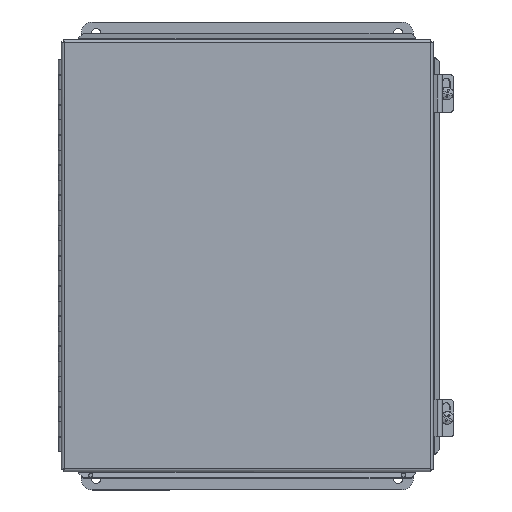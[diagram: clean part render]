
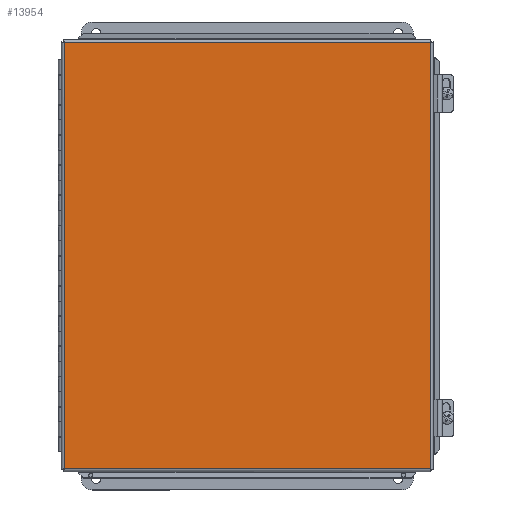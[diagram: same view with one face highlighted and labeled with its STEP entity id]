
A CAD part, top view. The second image highlights one B-rep face of the part: STEP entity #13954.
In plain terms, the highlighted face is planar.
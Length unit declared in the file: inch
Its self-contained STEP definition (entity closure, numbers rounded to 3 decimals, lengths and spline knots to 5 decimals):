
#13273=CARTESIAN_POINT('',(12.21675,0.09325,0.));
#13274=VERTEX_POINT('',#13273);
#13285=CARTESIAN_POINT('',(12.21675,14.21675,0.));
#13286=VERTEX_POINT('',#13285);
#13287=CARTESIAN_POINT('',(12.21675,14.21675,0.));
#13288=DIRECTION('',(0.0,-1.0,0.0));
#13289=VECTOR('',#13288,14.1235);
#13290=LINE('',#13287,#13289);
#13291=EDGE_CURVE('',#13286,#13274,#13290,.T.);
#13451=CARTESIAN_POINT('',(0.09325,0.09325,0.));
#13452=VERTEX_POINT('',#13451);
#13463=CARTESIAN_POINT('',(12.21675,0.09325,0.));
#13464=DIRECTION('',(-1.0,0.0,0.0));
#13465=VECTOR('',#13464,12.1235);
#13466=LINE('',#13463,#13465);
#13467=EDGE_CURVE('',#13274,#13452,#13466,.T.);
#13620=CARTESIAN_POINT('',(0.09325,14.21675,0.));
#13621=VERTEX_POINT('',#13620);
#13632=CARTESIAN_POINT('',(0.09325,0.09325,0.));
#13633=DIRECTION('',(0.0,1.0,0.0));
#13634=VECTOR('',#13633,14.1235);
#13635=LINE('',#13632,#13634);
#13636=EDGE_CURVE('',#13452,#13621,#13635,.T.);
#13799=CARTESIAN_POINT('',(0.09325,14.21675,0.));
#13800=DIRECTION('',(1.0,0.0,0.0));
#13801=VECTOR('',#13800,12.1235);
#13802=LINE('',#13799,#13801);
#13803=EDGE_CURVE('',#13621,#13286,#13802,.T.);
#13943=CARTESIAN_POINT('',(6.155,7.155,0.));
#13944=DIRECTION('',(0.0,0.0,1.0));
#13945=DIRECTION('',(1.0,0.0,0.0));
#13946=AXIS2_PLACEMENT_3D('',#13943,#13944,#13945);
#13947=PLANE('',#13946);
#13948=ORIENTED_EDGE('',*,*,#13291,.T.);
#13949=ORIENTED_EDGE('',*,*,#13467,.T.);
#13950=ORIENTED_EDGE('',*,*,#13636,.T.);
#13951=ORIENTED_EDGE('',*,*,#13803,.T.);
#13952=EDGE_LOOP('',(#13948,#13949,#13950,#13951));
#13953=FACE_OUTER_BOUND('',#13952,.T.);
#13954=ADVANCED_FACE('',(#13953),#13947,.F.);
